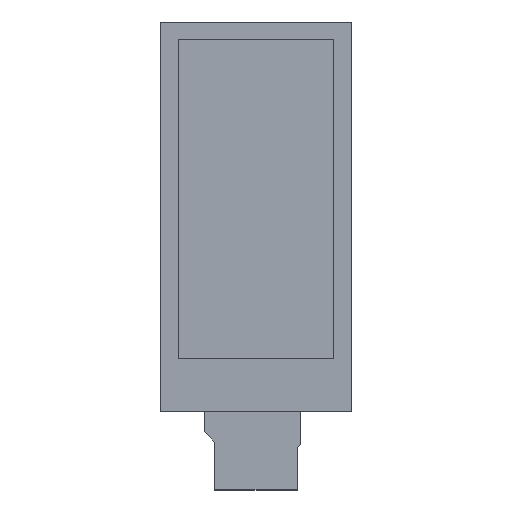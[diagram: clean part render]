
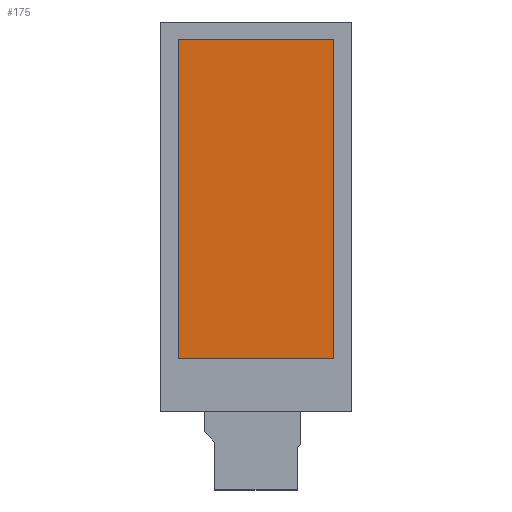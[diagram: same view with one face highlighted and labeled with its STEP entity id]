
A CAD part, top view. The second image highlights one B-rep face of the part: STEP entity #175.
In plain terms, the highlighted planar face has unit normal (0, 0, 1).
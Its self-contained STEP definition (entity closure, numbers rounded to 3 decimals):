
#43 = VECTOR ( 'NONE', #576, 1000. ) ;
#47 = EDGE_CURVE ( 'NONE', #637, #456, #559, .T. ) ;
#64 = FACE_OUTER_BOUND ( 'NONE', #126, .T. ) ;
#66 = AXIS2_PLACEMENT_3D ( 'NONE', #707, #514, #202 ) ;
#90 = EDGE_CURVE ( 'NONE', #456, #760, #242, .T. ) ;
#105 = EDGE_CURVE ( 'NONE', #637, #530, #434, .T. ) ;
#109 = VECTOR ( 'NONE', #436, 1000. ) ;
#126 = EDGE_LOOP ( 'NONE', ( #321, #663, #567, #774 ) ) ;
#175 = ADVANCED_FACE ( 'NONE', ( #64 ), #828, .T. ) ;
#188 = CARTESIAN_POINT ( 'NONE',  ( -11.852, 0., 1.14 ) ) ;
#202 = DIRECTION ( 'NONE',  ( 1., 0., 0. ) ) ;
#242 = LINE ( 'NONE', #439, #369 ) ;
#258 = CARTESIAN_POINT ( 'NONE',  ( -11.852, -24.275, 1.14 ) ) ;
#314 = DIRECTION ( 'NONE',  ( -1., 0., 0. ) ) ;
#317 = CARTESIAN_POINT ( 'NONE',  ( -11.852, 24.275, 1.14 ) ) ;
#321 = ORIENTED_EDGE ( 'NONE', *, *, #105, .T. ) ;
#369 = VECTOR ( 'NONE', #314, 1000. ) ;
#434 = LINE ( 'NONE', #497, #109 ) ;
#436 = DIRECTION ( 'NONE',  ( -1., 0., 0. ) ) ;
#439 = CARTESIAN_POINT ( 'NONE',  ( 0., -24.275, 1.14 ) ) ;
#456 = VERTEX_POINT ( 'NONE', #479 ) ;
#479 = CARTESIAN_POINT ( 'NONE',  ( 11.852, -24.275, 1.14 ) ) ;
#497 = CARTESIAN_POINT ( 'NONE',  ( 0., 24.275, 1.14 ) ) ;
#512 = CARTESIAN_POINT ( 'NONE',  ( 11.852, 24.275, 1.14 ) ) ;
#514 = DIRECTION ( 'NONE',  ( 0., 0., 1. ) ) ;
#530 = VERTEX_POINT ( 'NONE', #317 ) ;
#559 = LINE ( 'NONE', #566, #734 ) ;
#566 = CARTESIAN_POINT ( 'NONE',  ( 11.852, 0., 1.14 ) ) ;
#567 = ORIENTED_EDGE ( 'NONE', *, *, #90, .F. ) ;
#576 = DIRECTION ( 'NONE',  ( 0., -1., 0. ) ) ;
#628 = LINE ( 'NONE', #188, #43 ) ;
#637 = VERTEX_POINT ( 'NONE', #512 ) ;
#663 = ORIENTED_EDGE ( 'NONE', *, *, #804, .T. ) ;
#707 = CARTESIAN_POINT ( 'NONE',  ( 0., 0., 1.14 ) ) ;
#734 = VECTOR ( 'NONE', #813, 1000. ) ;
#760 = VERTEX_POINT ( 'NONE', #258 ) ;
#774 = ORIENTED_EDGE ( 'NONE', *, *, #47, .F. ) ;
#804 = EDGE_CURVE ( 'NONE', #530, #760, #628, .T. ) ;
#813 = DIRECTION ( 'NONE',  ( 0., -1., 0. ) ) ;
#828 = PLANE ( 'NONE',  #66 ) ;
